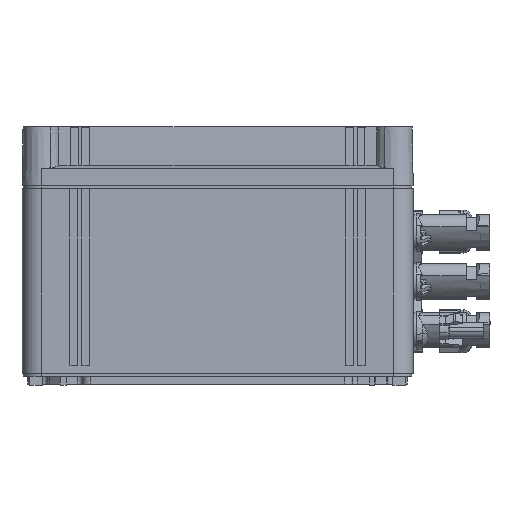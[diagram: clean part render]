
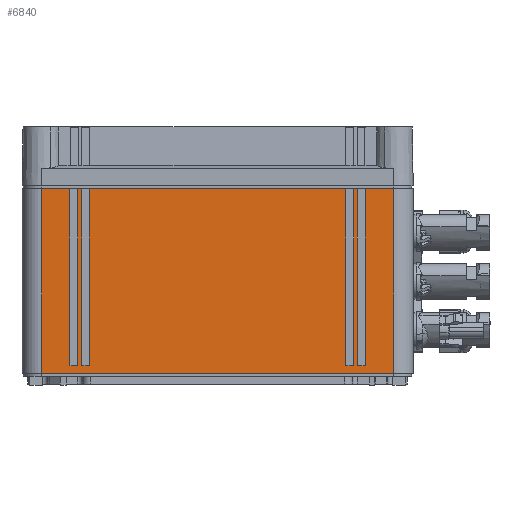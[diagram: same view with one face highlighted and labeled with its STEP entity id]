
A CAD part, left-side view. The second image highlights one B-rep face of the part: STEP entity #6840.
In plain terms, the highlighted planar face has unit normal (-1, 0, 0).
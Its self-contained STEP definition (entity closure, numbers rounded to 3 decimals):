
#6684=AXIS2_PLACEMENT_3D('Plane Axis2P3D',#6681,#6682,#6683) ;
#4683=CARTESIAN_POINT('Vertex',(0.,229.25,100.5)) ;
#4686=CARTESIAN_POINT('Line Origine',(0.,139.25,100.5)) ;
#4690=CARTESIAN_POINT('Vertex',(0.,49.25,100.5)) ;
#6665=CARTESIAN_POINT('Vertex',(0.,229.25,6.)) ;
#6668=CARTESIAN_POINT('Line Origine',(0.,229.25,62.64)) ;
#6681=CARTESIAN_POINT('Axis2P3D Location',(0.,49.25,106.)) ;
#6686=CARTESIAN_POINT('Line Origine',(0.,139.25,6.)) ;
#6690=CARTESIAN_POINT('Vertex',(0.,49.25,6.)) ;
#6693=CARTESIAN_POINT('Line Origine',(0.,49.25,53.25)) ;
#6704=CARTESIAN_POINT('Line Origine',(0.,63.75,55.178)) ;
#6708=CARTESIAN_POINT('Vertex',(0.,63.75,10.)) ;
#6710=CARTESIAN_POINT('Vertex',(0.,63.75,100.356)) ;
#6713=CARTESIAN_POINT('Line Origine',(0.,65.75,10.)) ;
#6717=CARTESIAN_POINT('Vertex',(0.,67.75,10.)) ;
#6720=CARTESIAN_POINT('Line Origine',(0.,67.75,55.178)) ;
#6724=CARTESIAN_POINT('Vertex',(0.,67.75,100.356)) ;
#6727=CARTESIAN_POINT('Line Origine',(0.,65.75,100.356)) ;
#6738=CARTESIAN_POINT('Line Origine',(0.,73.75,55.178)) ;
#6742=CARTESIAN_POINT('Vertex',(0.,73.75,100.356)) ;
#6744=CARTESIAN_POINT('Vertex',(0.,73.75,10.)) ;
#6747=CARTESIAN_POINT('Line Origine',(0.,71.75,100.356)) ;
#6751=CARTESIAN_POINT('Vertex',(0.,69.75,100.356)) ;
#6754=CARTESIAN_POINT('Line Origine',(0.,69.75,55.178)) ;
#6758=CARTESIAN_POINT('Vertex',(0.,69.75,10.)) ;
#6761=CARTESIAN_POINT('Line Origine',(0.,71.75,10.)) ;
#6772=CARTESIAN_POINT('Line Origine',(0.,206.75,10.)) ;
#6776=CARTESIAN_POINT('Vertex',(0.,208.75,10.)) ;
#6778=CARTESIAN_POINT('Vertex',(0.,204.75,10.)) ;
#6781=CARTESIAN_POINT('Line Origine',(0.,208.75,55.178)) ;
#6785=CARTESIAN_POINT('Vertex',(0.,208.75,100.356)) ;
#6788=CARTESIAN_POINT('Line Origine',(0.,206.75,100.356)) ;
#6792=CARTESIAN_POINT('Vertex',(0.,204.75,100.356)) ;
#6795=CARTESIAN_POINT('Line Origine',(0.,204.75,55.178)) ;
#6806=CARTESIAN_POINT('Line Origine',(0.,212.75,100.356)) ;
#6810=CARTESIAN_POINT('Vertex',(0.,210.75,100.356)) ;
#6812=CARTESIAN_POINT('Vertex',(0.,214.75,100.356)) ;
#6815=CARTESIAN_POINT('Line Origine',(0.,210.75,55.178)) ;
#6819=CARTESIAN_POINT('Vertex',(0.,210.75,10.)) ;
#6822=CARTESIAN_POINT('Line Origine',(0.,212.75,10.)) ;
#6826=CARTESIAN_POINT('Vertex',(0.,214.75,10.)) ;
#6829=CARTESIAN_POINT('Line Origine',(0.,214.75,55.178)) ;
#4687=DIRECTION('Vector Direction',(0.,-1.,0.)) ;
#6669=DIRECTION('Vector Direction',(0.,0.,1.)) ;
#6682=DIRECTION('Axis2P3D Direction',(-1.,0.,0.)) ;
#6683=DIRECTION('Axis2P3D XDirection',(0.,1.,0.)) ;
#6687=DIRECTION('Vector Direction',(0.,1.,0.)) ;
#6694=DIRECTION('Vector Direction',(0.,0.,-1.)) ;
#6705=DIRECTION('Vector Direction',(0.,0.,1.)) ;
#6714=DIRECTION('Vector Direction',(0.,-1.,0.)) ;
#6721=DIRECTION('Vector Direction',(0.,0.,-1.)) ;
#6728=DIRECTION('Vector Direction',(0.,1.,0.)) ;
#6739=DIRECTION('Vector Direction',(0.,0.,-1.)) ;
#6748=DIRECTION('Vector Direction',(0.,1.,0.)) ;
#6755=DIRECTION('Vector Direction',(0.,0.,1.)) ;
#6762=DIRECTION('Vector Direction',(0.,-1.,0.)) ;
#6773=DIRECTION('Vector Direction',(0.,-1.,0.)) ;
#6782=DIRECTION('Vector Direction',(0.,0.,-1.)) ;
#6789=DIRECTION('Vector Direction',(0.,1.,0.)) ;
#6796=DIRECTION('Vector Direction',(0.,0.,1.)) ;
#6807=DIRECTION('Vector Direction',(0.,1.,0.)) ;
#6816=DIRECTION('Vector Direction',(0.,0.,1.)) ;
#6823=DIRECTION('Vector Direction',(0.,-1.,0.)) ;
#6830=DIRECTION('Vector Direction',(0.,0.,-1.)) ;
#4688=VECTOR('Line Direction',#4687,1.) ;
#6670=VECTOR('Line Direction',#6669,1.) ;
#6688=VECTOR('Line Direction',#6687,1.) ;
#6695=VECTOR('Line Direction',#6694,1.) ;
#6706=VECTOR('Line Direction',#6705,1.) ;
#6715=VECTOR('Line Direction',#6714,1.) ;
#6722=VECTOR('Line Direction',#6721,1.) ;
#6729=VECTOR('Line Direction',#6728,1.) ;
#6740=VECTOR('Line Direction',#6739,1.) ;
#6749=VECTOR('Line Direction',#6748,1.) ;
#6756=VECTOR('Line Direction',#6755,1.) ;
#6763=VECTOR('Line Direction',#6762,1.) ;
#6774=VECTOR('Line Direction',#6773,1.) ;
#6783=VECTOR('Line Direction',#6782,1.) ;
#6790=VECTOR('Line Direction',#6789,1.) ;
#6797=VECTOR('Line Direction',#6796,1.) ;
#6808=VECTOR('Line Direction',#6807,1.) ;
#6817=VECTOR('Line Direction',#6816,1.) ;
#6824=VECTOR('Line Direction',#6823,1.) ;
#6831=VECTOR('Line Direction',#6830,1.) ;
#6699=ORIENTED_EDGE('',*,*,#6672,.T.) ;
#6700=ORIENTED_EDGE('',*,*,#6692,.F.) ;
#6701=ORIENTED_EDGE('',*,*,#6697,.F.) ;
#6702=ORIENTED_EDGE('',*,*,#4692,.F.) ;
#6733=ORIENTED_EDGE('',*,*,#6712,.F.) ;
#6734=ORIENTED_EDGE('',*,*,#6719,.F.) ;
#6735=ORIENTED_EDGE('',*,*,#6726,.F.) ;
#6736=ORIENTED_EDGE('',*,*,#6731,.F.) ;
#6767=ORIENTED_EDGE('',*,*,#6746,.F.) ;
#6768=ORIENTED_EDGE('',*,*,#6753,.F.) ;
#6769=ORIENTED_EDGE('',*,*,#6760,.F.) ;
#6770=ORIENTED_EDGE('',*,*,#6765,.F.) ;
#6801=ORIENTED_EDGE('',*,*,#6780,.F.) ;
#6802=ORIENTED_EDGE('',*,*,#6787,.F.) ;
#6803=ORIENTED_EDGE('',*,*,#6794,.F.) ;
#6804=ORIENTED_EDGE('',*,*,#6799,.F.) ;
#6835=ORIENTED_EDGE('',*,*,#6814,.F.) ;
#6836=ORIENTED_EDGE('',*,*,#6821,.F.) ;
#6837=ORIENTED_EDGE('',*,*,#6828,.F.) ;
#6838=ORIENTED_EDGE('',*,*,#6833,.F.) ;
#6737=FACE_BOUND('',#6732,.T.) ;
#6771=FACE_BOUND('',#6766,.T.) ;
#6805=FACE_BOUND('',#6800,.T.) ;
#6839=FACE_BOUND('',#6834,.T.) ;
#6840=ADVANCED_FACE('PVN',(#6703,#6737,#6771,#6805,#6839),#6685,.T.) ;
#4692=EDGE_CURVE('',#4684,#4691,#4689,.T.) ;
#6672=EDGE_CURVE('',#4684,#6666,#6671,.F.) ;
#6692=EDGE_CURVE('',#6691,#6666,#6689,.T.) ;
#6697=EDGE_CURVE('',#4691,#6691,#6696,.T.) ;
#6712=EDGE_CURVE('',#6709,#6711,#6707,.T.) ;
#6719=EDGE_CURVE('',#6718,#6709,#6716,.T.) ;
#6726=EDGE_CURVE('',#6725,#6718,#6723,.T.) ;
#6731=EDGE_CURVE('',#6711,#6725,#6730,.T.) ;
#6746=EDGE_CURVE('',#6743,#6745,#6741,.T.) ;
#6753=EDGE_CURVE('',#6752,#6743,#6750,.T.) ;
#6760=EDGE_CURVE('',#6759,#6752,#6757,.T.) ;
#6765=EDGE_CURVE('',#6745,#6759,#6764,.T.) ;
#6780=EDGE_CURVE('',#6777,#6779,#6775,.T.) ;
#6787=EDGE_CURVE('',#6786,#6777,#6784,.T.) ;
#6794=EDGE_CURVE('',#6793,#6786,#6791,.T.) ;
#6799=EDGE_CURVE('',#6779,#6793,#6798,.T.) ;
#6814=EDGE_CURVE('',#6811,#6813,#6809,.T.) ;
#6821=EDGE_CURVE('',#6820,#6811,#6818,.T.) ;
#6828=EDGE_CURVE('',#6827,#6820,#6825,.T.) ;
#6833=EDGE_CURVE('',#6813,#6827,#6832,.T.) ;
#6698=EDGE_LOOP('',(#6699,#6700,#6701,#6702)) ;
#6732=EDGE_LOOP('',(#6733,#6734,#6735,#6736)) ;
#6766=EDGE_LOOP('',(#6767,#6768,#6769,#6770)) ;
#6800=EDGE_LOOP('',(#6801,#6802,#6803,#6804)) ;
#6834=EDGE_LOOP('',(#6835,#6836,#6837,#6838)) ;
#6703=FACE_OUTER_BOUND('',#6698,.T.) ;
#4689=LINE('Line',#4686,#4688) ;
#6671=LINE('Line',#6668,#6670) ;
#6689=LINE('Line',#6686,#6688) ;
#6696=LINE('Line',#6693,#6695) ;
#6707=LINE('Line',#6704,#6706) ;
#6716=LINE('Line',#6713,#6715) ;
#6723=LINE('Line',#6720,#6722) ;
#6730=LINE('Line',#6727,#6729) ;
#6741=LINE('Line',#6738,#6740) ;
#6750=LINE('Line',#6747,#6749) ;
#6757=LINE('Line',#6754,#6756) ;
#6764=LINE('Line',#6761,#6763) ;
#6775=LINE('Line',#6772,#6774) ;
#6784=LINE('Line',#6781,#6783) ;
#6791=LINE('Line',#6788,#6790) ;
#6798=LINE('Line',#6795,#6797) ;
#6809=LINE('Line',#6806,#6808) ;
#6818=LINE('Line',#6815,#6817) ;
#6825=LINE('Line',#6822,#6824) ;
#6832=LINE('Line',#6829,#6831) ;
#6685=PLANE('',#6684) ;
#4684=VERTEX_POINT('',#4683) ;
#4691=VERTEX_POINT('',#4690) ;
#6666=VERTEX_POINT('',#6665) ;
#6691=VERTEX_POINT('',#6690) ;
#6709=VERTEX_POINT('',#6708) ;
#6711=VERTEX_POINT('',#6710) ;
#6718=VERTEX_POINT('',#6717) ;
#6725=VERTEX_POINT('',#6724) ;
#6743=VERTEX_POINT('',#6742) ;
#6745=VERTEX_POINT('',#6744) ;
#6752=VERTEX_POINT('',#6751) ;
#6759=VERTEX_POINT('',#6758) ;
#6777=VERTEX_POINT('',#6776) ;
#6779=VERTEX_POINT('',#6778) ;
#6786=VERTEX_POINT('',#6785) ;
#6793=VERTEX_POINT('',#6792) ;
#6811=VERTEX_POINT('',#6810) ;
#6813=VERTEX_POINT('',#6812) ;
#6820=VERTEX_POINT('',#6819) ;
#6827=VERTEX_POINT('',#6826) ;
